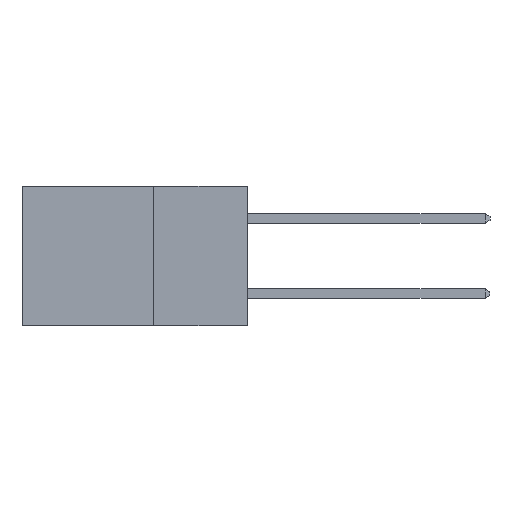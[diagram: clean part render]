
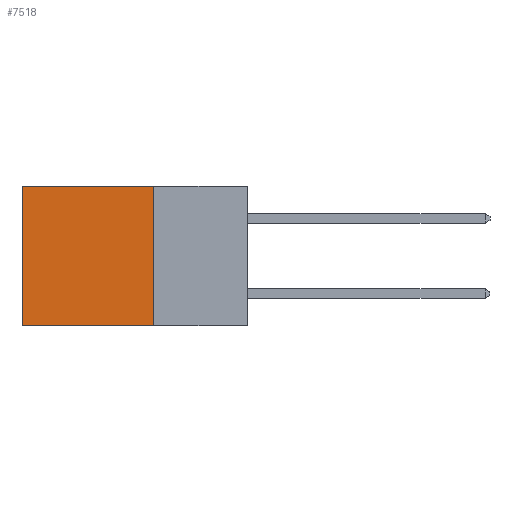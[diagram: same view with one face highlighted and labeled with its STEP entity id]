
A CAD part, left-side view. The second image highlights one B-rep face of the part: STEP entity #7518.
In plain terms, the highlighted planar face has unit normal (-1, 0, 0).
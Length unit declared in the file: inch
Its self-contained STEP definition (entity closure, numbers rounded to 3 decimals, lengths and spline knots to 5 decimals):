
#79 = EDGE_CURVE ( 'NONE', #16783, #10695, #651, .T. ) ;
#169 = CARTESIAN_POINT ( 'NONE',  ( 0.298, 0.6, 0. ) ) ;
#211 = ORIENTED_EDGE ( 'NONE', *, *, #3152, .T. ) ;
#298 = VERTEX_POINT ( 'NONE', #7056 ) ;
#651 = LINE ( 'NONE', #9227, #11258 ) ;
#679 = DIRECTION ( 'NONE',  ( 1., 0., 0. ) ) ;
#3152 = EDGE_CURVE ( 'NONE', #15075, #10695, #6981, .T. ) ;
#3772 = AXIS2_PLACEMENT_3D ( 'NONE', #8865, #679, #10352 ) ;
#3780 = EDGE_LOOP ( 'NONE', ( #211, #10374, #16896, #6313 ) ) ;
#4047 = LINE ( 'NONE', #9719, #7224 ) ;
#6313 = ORIENTED_EDGE ( 'NONE', *, *, #17362, .T. ) ;
#6981 = LINE ( 'NONE', #11619, #17402 ) ;
#7056 = CARTESIAN_POINT ( 'NONE',  ( 0.298, 0.25, 0. ) ) ;
#7224 = VECTOR ( 'NONE', #15150, 39.37008 ) ;
#7518 = ADVANCED_FACE ( 'NONE', ( #9812 ), #15684, .F. ) ;
#7933 = DIRECTION ( 'NONE',  ( 0., 1., 0. ) ) ;
#8125 = CARTESIAN_POINT ( 'NONE',  ( 0.298, 0.6, -0.37 ) ) ;
#8865 = CARTESIAN_POINT ( 'NONE',  ( 0.298, 0.25, 0. ) ) ;
#9227 = CARTESIAN_POINT ( 'NONE',  ( 0.298, 0.25, -0.37 ) ) ;
#9547 = DIRECTION ( 'NONE',  ( 0., 0., -1. ) ) ;
#9719 = CARTESIAN_POINT ( 'NONE',  ( 0.298, 0.25, 0. ) ) ;
#9812 = FACE_OUTER_BOUND ( 'NONE', #3780, .T. ) ;
#10152 = LINE ( 'NONE', #11046, #14158 ) ;
#10352 = DIRECTION ( 'NONE',  ( 0., 0., -1. ) ) ;
#10374 = ORIENTED_EDGE ( 'NONE', *, *, #79, .F. ) ;
#10695 = VERTEX_POINT ( 'NONE', #8125 ) ;
#11046 = CARTESIAN_POINT ( 'NONE',  ( 0.298, 0.25, 0. ) ) ;
#11258 = VECTOR ( 'NONE', #7933, 39.37008 ) ;
#11283 = CARTESIAN_POINT ( 'NONE',  ( 0.298, 0.25, -0.37 ) ) ;
#11403 = EDGE_CURVE ( 'NONE', #298, #16783, #10152, .T. ) ;
#11583 = DIRECTION ( 'NONE',  ( 0., 0., -1. ) ) ;
#11619 = CARTESIAN_POINT ( 'NONE',  ( 0.298, 0.6, 0. ) ) ;
#14158 = VECTOR ( 'NONE', #9547, 39.37008 ) ;
#15075 = VERTEX_POINT ( 'NONE', #169 ) ;
#15150 = DIRECTION ( 'NONE',  ( 0., 1., 0. ) ) ;
#15684 = PLANE ( 'NONE',  #3772 ) ;
#16783 = VERTEX_POINT ( 'NONE', #11283 ) ;
#16896 = ORIENTED_EDGE ( 'NONE', *, *, #11403, .F. ) ;
#17362 = EDGE_CURVE ( 'NONE', #298, #15075, #4047, .T. ) ;
#17402 = VECTOR ( 'NONE', #11583, 39.37008 ) ;
